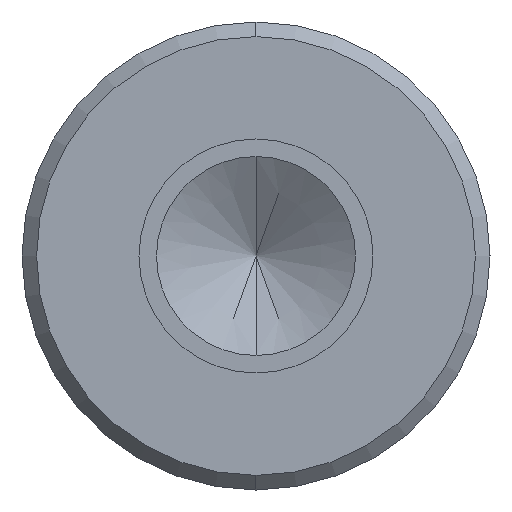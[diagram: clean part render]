
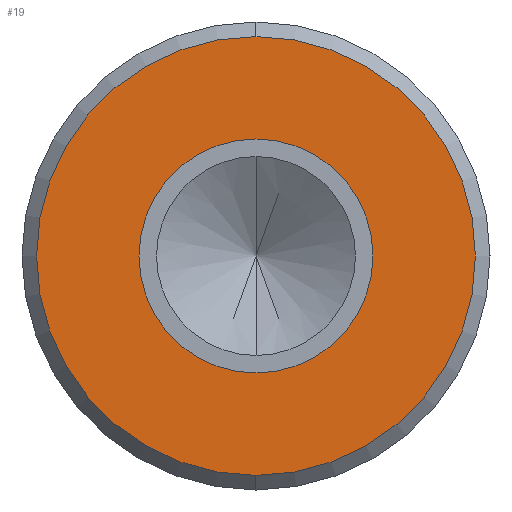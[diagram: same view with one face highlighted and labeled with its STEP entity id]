
A CAD part, left-side view. The second image highlights one B-rep face of the part: STEP entity #19.
In plain terms, the highlighted planar face has unit normal (-1, 0, 0).
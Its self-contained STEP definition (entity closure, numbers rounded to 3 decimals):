
#19 = ADVANCED_FACE ( 'NONE', ( #302, #298 ), #256, .F. ) ;
#21 = EDGE_CURVE ( 'NONE', #424, #466, #294, .T. ) ;
#44 = EDGE_CURVE ( 'NONE', #443, #395, #282, .T. ) ;
#127 = EDGE_LOOP ( 'NONE', ( #410, #450 ) ) ;
#256 = PLANE ( 'NONE',  #297 ) ;
#277 = ORIENTED_EDGE ( 'NONE', *, *, #21, .F. ) ;
#280 = ORIENTED_EDGE ( 'NONE', *, *, #407, .F. ) ;
#282 = CIRCLE ( 'NONE', #486, 7.5 ) ;
#285 = DIRECTION ( 'NONE',  ( 0., 0., 1. ) ) ;
#286 = DIRECTION ( 'NONE',  ( -1., 0., 0. ) ) ;
#287 = CARTESIAN_POINT ( 'NONE',  ( -50., 0., 0. ) ) ;
#288 = AXIS2_PLACEMENT_3D ( 'NONE', #287, #286, #285 ) ;
#291 = DIRECTION ( 'NONE',  ( 0., 0., -1. ) ) ;
#292 = DIRECTION ( 'NONE',  ( 1., 0., 0. ) ) ;
#293 = CARTESIAN_POINT ( 'NONE',  ( -50., 8., 0. ) ) ;
#294 = CIRCLE ( 'NONE', #288, 4. ) ;
#297 = AXIS2_PLACEMENT_3D ( 'NONE', #293, #292, #291 ) ;
#298 = FACE_BOUND ( 'NONE', #449, .T. ) ;
#302 = FACE_OUTER_BOUND ( 'NONE', #127, .T. ) ;
#395 = VERTEX_POINT ( 'NONE', #791 ) ;
#404 = EDGE_CURVE ( 'NONE', #395, #443, #785, .T. ) ;
#407 = EDGE_CURVE ( 'NONE', #466, #424, #866, .T. ) ;
#410 = ORIENTED_EDGE ( 'NONE', *, *, #404, .T. ) ;
#424 = VERTEX_POINT ( 'NONE', #755 ) ;
#443 = VERTEX_POINT ( 'NONE', #758 ) ;
#449 = EDGE_LOOP ( 'NONE', ( #277, #280 ) ) ;
#450 = ORIENTED_EDGE ( 'NONE', *, *, #44, .T. ) ;
#466 = VERTEX_POINT ( 'NONE', #777 ) ;
#469 = DIRECTION ( 'NONE',  ( 0., 0., -1. ) ) ;
#470 = DIRECTION ( 'NONE',  ( -1., 0., 0. ) ) ;
#471 = CARTESIAN_POINT ( 'NONE',  ( -50., 0., 0. ) ) ;
#486 = AXIS2_PLACEMENT_3D ( 'NONE', #471, #470, #469 ) ;
#755 = CARTESIAN_POINT ( 'NONE',  ( -50., 0., 4. ) ) ;
#758 = CARTESIAN_POINT ( 'NONE',  ( -50., 0., 7.5 ) ) ;
#777 = CARTESIAN_POINT ( 'NONE',  ( -50., 0., -4. ) ) ;
#785 = CIRCLE ( 'NONE', #786, 7.5 ) ;
#786 = AXIS2_PLACEMENT_3D ( 'NONE', #801, #863, #862 ) ;
#791 = CARTESIAN_POINT ( 'NONE',  ( -50., 0., -7.5 ) ) ;
#801 = CARTESIAN_POINT ( 'NONE',  ( -50., 0., 0. ) ) ;
#855 = DIRECTION ( 'NONE',  ( 0., 0., 1. ) ) ;
#856 = DIRECTION ( 'NONE',  ( -1., 0., 0. ) ) ;
#857 = CARTESIAN_POINT ( 'NONE',  ( -50., 0., 0. ) ) ;
#862 = DIRECTION ( 'NONE',  ( 0., 0., -1. ) ) ;
#863 = DIRECTION ( 'NONE',  ( -1., 0., 0. ) ) ;
#866 = CIRCLE ( 'NONE', #867, 4. ) ;
#867 = AXIS2_PLACEMENT_3D ( 'NONE', #857, #856, #855 ) ;
